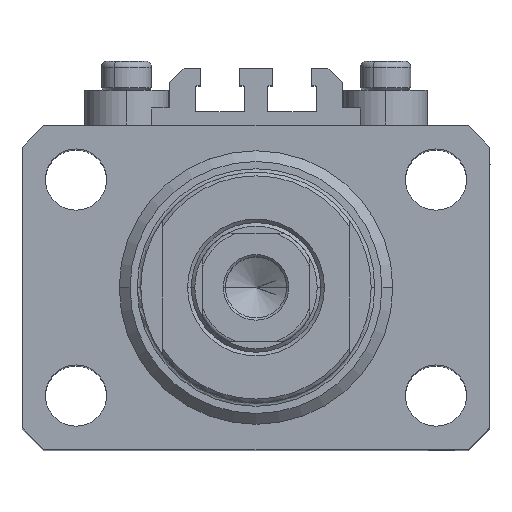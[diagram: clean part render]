
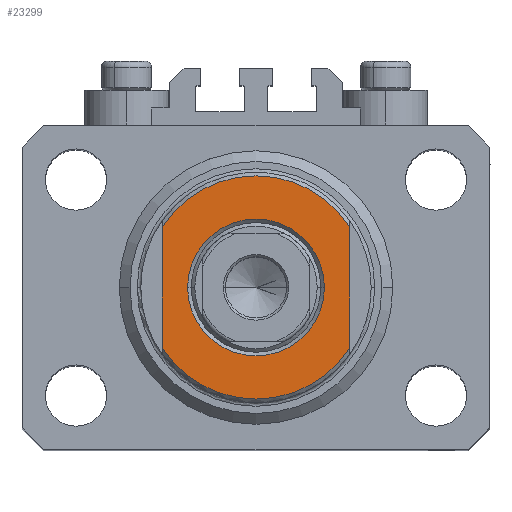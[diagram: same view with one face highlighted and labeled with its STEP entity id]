
A CAD part, top view. The second image highlights one B-rep face of the part: STEP entity #23299.
In plain terms, the highlighted face is planar.
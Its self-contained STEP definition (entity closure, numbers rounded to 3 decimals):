
#1258 = AXIS2_PLACEMENT_3D ( 'NONE', #37699, #19724, #34575 ) ;
#1454 = CARTESIAN_POINT ( 'NONE',  ( 13., -8.441, -6.5 ) ) ;
#1586 = DIRECTION ( 'NONE',  ( 0., 0., 1. ) ) ;
#3628 = AXIS2_PLACEMENT_3D ( 'NONE', #15973, #1586, #31303 ) ;
#4631 = VERTEX_POINT ( 'NONE', #12410 ) ;
#5060 = CARTESIAN_POINT ( 'NONE',  ( -9.5, 0., -6.5 ) ) ;
#5487 = DIRECTION ( 'NONE',  ( 0., -1., 0. ) ) ;
#6851 = DIRECTION ( 'NONE',  ( -1., 0., 0. ) ) ;
#7010 = ORIENTED_EDGE ( 'NONE', *, *, #42939, .T. ) ;
#8312 = CARTESIAN_POINT ( 'NONE',  ( 0., 0., -6.5 ) ) ;
#11905 = DIRECTION ( 'NONE',  ( -1., 0., 0. ) ) ;
#12231 = CARTESIAN_POINT ( 'NONE',  ( 13., -43.081, -6.5 ) ) ;
#12410 = CARTESIAN_POINT ( 'NONE',  ( 9.5, 0., -6.5 ) ) ;
#12996 = PLANE ( 'NONE',  #1258 ) ;
#14154 = AXIS2_PLACEMENT_3D ( 'NONE', #31069, #35370, #45682 ) ;
#14461 = FACE_OUTER_BOUND ( 'NONE', #45115, .T. ) ;
#15973 = CARTESIAN_POINT ( 'NONE',  ( 0., 0., -6.5 ) ) ;
#17025 = VERTEX_POINT ( 'NONE', #31848 ) ;
#19642 = EDGE_CURVE ( 'NONE', #4631, #44753, #44777, .T. ) ;
#19724 = DIRECTION ( 'NONE',  ( 0., 0., -1. ) ) ;
#23299 = ADVANCED_FACE ( 'NONE', ( #47293, #14461 ), #12996, .T. ) ;
#24310 = CIRCLE ( 'NONE', #3628, 9.5 ) ;
#24418 = CARTESIAN_POINT ( 'NONE',  ( -13., -43.081, -6.5 ) ) ;
#24599 = CIRCLE ( 'NONE', #34543, 15.5 ) ;
#24662 = EDGE_CURVE ( 'NONE', #17025, #30775, #34254, .T. ) ;
#24897 = ORIENTED_EDGE ( 'NONE', *, *, #24662, .T. ) ;
#25089 = CARTESIAN_POINT ( 'NONE',  ( 0., 0., -6.5 ) ) ;
#25426 = EDGE_CURVE ( 'NONE', #44753, #4631, #24310, .T. ) ;
#26240 = VECTOR ( 'NONE', #5487, 1000. ) ;
#27303 = ORIENTED_EDGE ( 'NONE', *, *, #25426, .T. ) ;
#28091 = CARTESIAN_POINT ( 'NONE',  ( 13., 8.441, -6.5 ) ) ;
#28643 = ORIENTED_EDGE ( 'NONE', *, *, #19642, .T. ) ;
#29206 = VERTEX_POINT ( 'NONE', #29673 ) ;
#29673 = CARTESIAN_POINT ( 'NONE',  ( -13., -8.441, -6.5 ) ) ;
#30202 = ORIENTED_EDGE ( 'NONE', *, *, #46566, .T. ) ;
#30775 = VERTEX_POINT ( 'NONE', #28091 ) ;
#31069 = CARTESIAN_POINT ( 'NONE',  ( 0., 0., -6.5 ) ) ;
#31303 = DIRECTION ( 'NONE',  ( -1., 0., 0. ) ) ;
#31840 = AXIS2_PLACEMENT_3D ( 'NONE', #25089, #39685, #6851 ) ;
#31848 = CARTESIAN_POINT ( 'NONE',  ( -13., 8.441, -6.5 ) ) ;
#32544 = ORIENTED_EDGE ( 'NONE', *, *, #45910, .F. ) ;
#34254 = CIRCLE ( 'NONE', #31840, 15.5 ) ;
#34286 = DIRECTION ( 'NONE',  ( 0., -1., 0. ) ) ;
#34543 = AXIS2_PLACEMENT_3D ( 'NONE', #8312, #44504, #11905 ) ;
#34575 = DIRECTION ( 'NONE',  ( -1., 0., 0. ) ) ;
#35190 = LINE ( 'NONE', #24418, #26240 ) ;
#35370 = DIRECTION ( 'NONE',  ( 0., 0., 1. ) ) ;
#37699 = CARTESIAN_POINT ( 'NONE',  ( 0., 0., -6.5 ) ) ;
#39685 = DIRECTION ( 'NONE',  ( 0., 0., -1. ) ) ;
#40805 = EDGE_LOOP ( 'NONE', ( #27303, #28643 ) ) ;
#41242 = LINE ( 'NONE', #12231, #46872 ) ;
#42939 = EDGE_CURVE ( 'NONE', #44785, #29206, #24599, .T. ) ;
#44504 = DIRECTION ( 'NONE',  ( 0., 0., -1. ) ) ;
#44753 = VERTEX_POINT ( 'NONE', #5060 ) ;
#44777 = CIRCLE ( 'NONE', #14154, 9.5 ) ;
#44785 = VERTEX_POINT ( 'NONE', #1454 ) ;
#45115 = EDGE_LOOP ( 'NONE', ( #24897, #30202, #7010, #32544 ) ) ;
#45682 = DIRECTION ( 'NONE',  ( -1., 0., 0. ) ) ;
#45910 = EDGE_CURVE ( 'NONE', #17025, #29206, #35190, .T. ) ;
#46566 = EDGE_CURVE ( 'NONE', #30775, #44785, #41242, .T. ) ;
#46872 = VECTOR ( 'NONE', #34286, 1000. ) ;
#47293 = FACE_BOUND ( 'NONE', #40805, .T. ) ;
